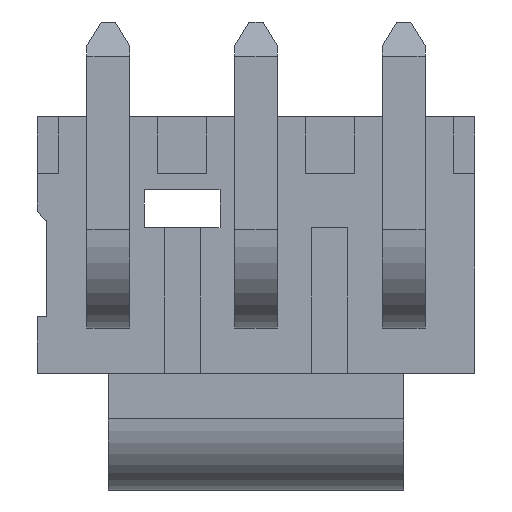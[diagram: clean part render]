
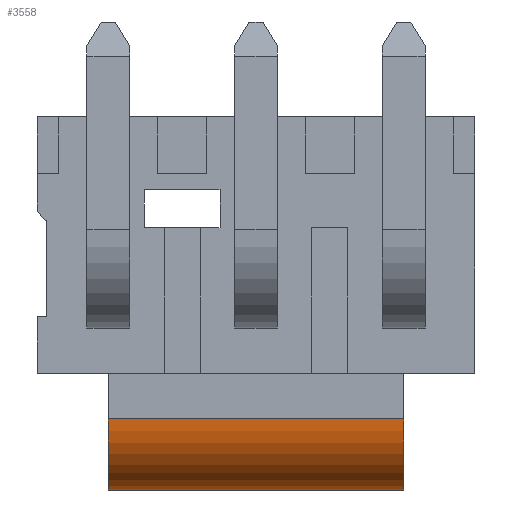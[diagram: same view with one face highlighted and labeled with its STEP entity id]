
A CAD part, front view. The second image highlights one B-rep face of the part: STEP entity #3558.
In plain terms, the highlighted cylindrical face has radius 1.905 mm (diameter 3.81 mm), a partial arc.
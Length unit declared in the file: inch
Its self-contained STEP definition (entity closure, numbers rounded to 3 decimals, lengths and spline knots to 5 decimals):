
#1166=CARTESIAN_POINT('',(0.156,0.,-0.1835));
#1167=DIRECTION('',(1.,0.,0.));
#1168=DIRECTION('',(0.,-1.,0.));
#1169=AXIS2_PLACEMENT_3D('',#1166,#1167,#1168);
#1191=CARTESIAN_POINT('',(-0.156,0.,-0.1835));
#1192=DIRECTION('',(1.,0.,0.));
#1193=DIRECTION('',(0.,-1.,0.));
#1194=AXIS2_PLACEMENT_3D('',#1191,#1192,#1193);
#1275=DIRECTION('',(-1.,0.,0.));
#1276=VECTOR('',#1275,0.312);
#1277=CARTESIAN_POINT('',(0.156,-0.075,-0.1835));
#1278=LINE('',#1277,#1276);
#1279=DIRECTION('',(-1.,0.,0.));
#1280=VECTOR('',#1279,0.312);
#1281=CARTESIAN_POINT('',(0.156,0.,-0.2585));
#1282=LINE('',#1281,#1280);
#1420=CARTESIAN_POINT('',(0.156,-0.075,-0.1835));
#1422=VERTEX_POINT('',#1420);
#1423=CARTESIAN_POINT('',(0.156,0.,-0.2585));
#1424=VERTEX_POINT('',#1423);
#1440=CARTESIAN_POINT('',(-0.156,-0.075,-0.1835));
#1442=VERTEX_POINT('',#1440);
#1443=CARTESIAN_POINT('',(-0.156,0.,-0.2585));
#1444=VERTEX_POINT('',#1443);
#3546=CARTESIAN_POINT('',(0.156,0.,-0.1835));
#3547=DIRECTION('',(1.,0.,0.));
#3548=DIRECTION('',(0.,0.,-1.));
#3549=AXIS2_PLACEMENT_3D('',#3546,#3547,#3548);
#3550=CYLINDRICAL_SURFACE('',#3549,0.075);
#3551=ORIENTED_EDGE('',*,*,#3398,.T.);
#3553=ORIENTED_EDGE('',*,*,#3552,.T.);
#3554=ORIENTED_EDGE('',*,*,#3431,.F.);
#3555=ORIENTED_EDGE('',*,*,#3539,.F.);
#3556=EDGE_LOOP('',(#3551,#3553,#3554,#3555));
#3557=FACE_OUTER_BOUND('',#3556,.F.);
#3558=ADVANCED_FACE('',(#3557),#3550,.T.);
#1170=CIRCLE('',#1169,0.075);
#1195=CIRCLE('',#1194,0.075);
#3398=EDGE_CURVE('',#1422,#1424,#1170,.T.);
#3431=EDGE_CURVE('',#1442,#1444,#1195,.T.);
#3539=EDGE_CURVE('',#1422,#1442,#1278,.T.);
#3552=EDGE_CURVE('',#1424,#1444,#1282,.T.);
